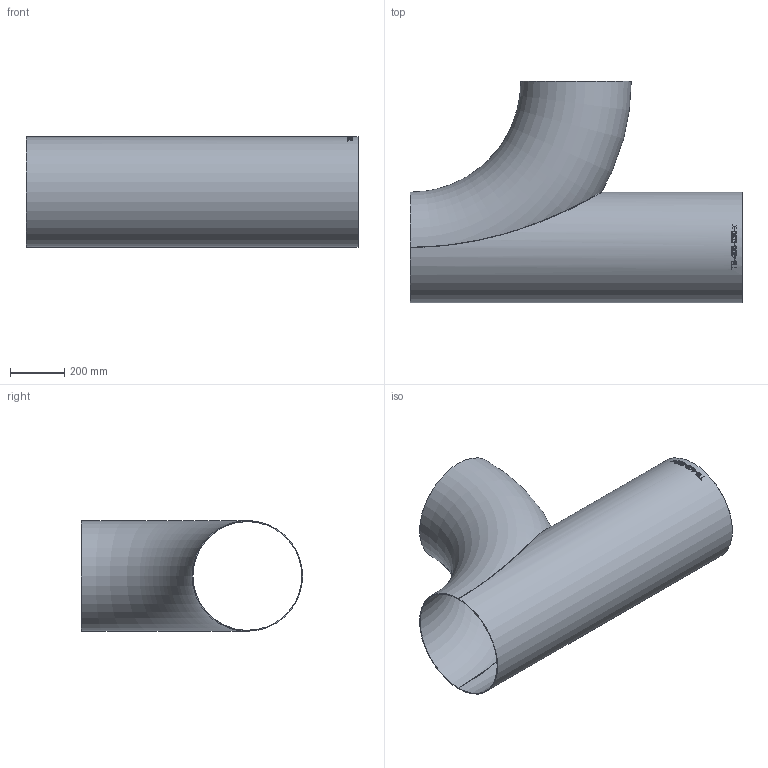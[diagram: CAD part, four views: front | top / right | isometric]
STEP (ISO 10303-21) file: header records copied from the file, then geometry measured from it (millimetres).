
FILE_DESCRIPTION (( 'STEP AP214' ), '1' );
FILE_NAME ('TB-406-030-x T-Bogen 2005.STEP', '2020-05-19T08:20:15', ( '' ), ( '' ), 'SwSTEP 2.0', 'SolidWorks 2019', '' );
FILE_SCHEMA (( 'AUTOMOTIVE_DESIGN' ));
Length unit declared in the file: millimetre
Products named in the file (1): TB-406-030-x T-Bogen 2005
Bounding box: 1220 x 813 x 406 mm (x, y, z)
Volume: 6088615.5 mm3; surface area: 4065798.5 mm2
Topology: 1 solids, 1 shells, 162 faces, 424 edges, 277 vertices
Faces by surface type: bspline 90, plane 48, cylinder 22, torus 2
Full cylindrical faces by diameter (mm): 400 x1, 406 x1
Entity records: 35857 total; most frequent: CARTESIAN_POINT 31115, ORIENTED_EDGE 810, EDGE_CURVE 405, DIRECTION 338, B_SPLINE_CURVE_WITH_KNOTS 271, VERTEX_POINT 270, EDGE_LOOP 185, FACE_OUTER_BOUND 163
